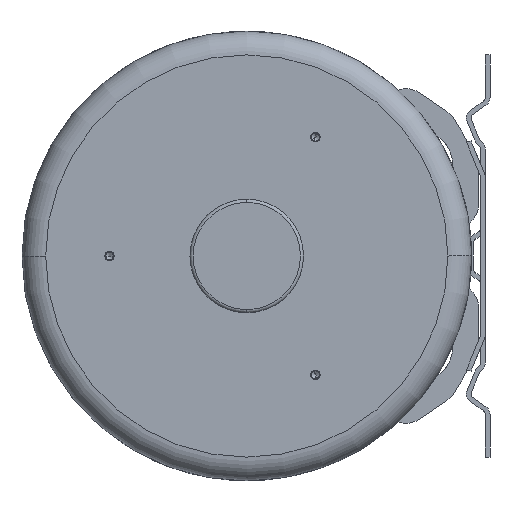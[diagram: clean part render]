
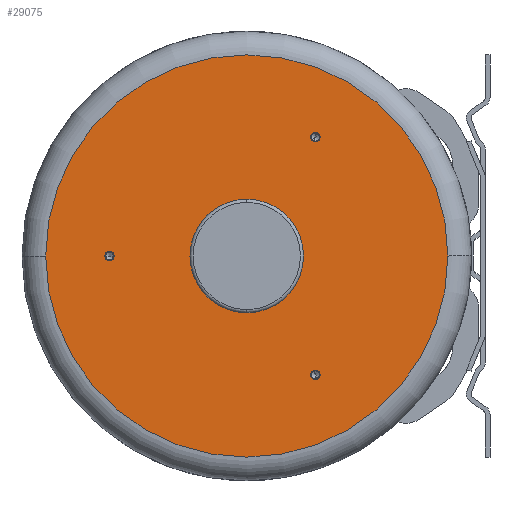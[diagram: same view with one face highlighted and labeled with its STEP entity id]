
A CAD part, left-side view. The second image highlights one B-rep face of the part: STEP entity #29075.
In plain terms, the highlighted planar face has unit normal (-1, 0, 0).
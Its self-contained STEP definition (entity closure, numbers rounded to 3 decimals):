
#11108=CARTESIAN_POINT('',(-73.5,0.,0.));
#11109=DIRECTION('',(-1.,0.,0.));
#11110=DIRECTION('',(0.,0.,1.));
#11111=AXIS2_PLACEMENT_3D('',#11108,#11109,#11110);
#11113=CARTESIAN_POINT('',(-73.5,0.,0.));
#11114=DIRECTION('',(-1.,0.,0.));
#11115=DIRECTION('',(0.,0.,-1.));
#11116=AXIS2_PLACEMENT_3D('',#11113,#11114,#11115);
#11118=CARTESIAN_POINT('',(-73.5,87.,0.));
#11119=DIRECTION('',(-1.,0.,0.));
#11120=DIRECTION('',(0.,1.,0.));
#11121=AXIS2_PLACEMENT_3D('',#11118,#11119,#11120);
#11123=CARTESIAN_POINT('',(-73.5,87.,0.));
#11124=DIRECTION('',(-1.,0.,0.));
#11125=DIRECTION('',(0.,-1.,0.));
#11126=AXIS2_PLACEMENT_3D('',#11123,#11124,#11125);
#11128=CARTESIAN_POINT('',(-73.5,-43.5,75.344));
#11129=DIRECTION('',(-1.,0.,0.));
#11130=DIRECTION('',(0.,-0.5,0.866));
#11131=AXIS2_PLACEMENT_3D('',#11128,#11129,#11130);
#11133=CARTESIAN_POINT('',(-73.5,-43.5,75.344));
#11134=DIRECTION('',(-1.,0.,0.));
#11135=DIRECTION('',(0.,0.5,-0.866));
#11136=AXIS2_PLACEMENT_3D('',#11133,#11134,#11135);
#11138=CARTESIAN_POINT('',(-73.5,-43.5,-75.344));
#11139=DIRECTION('',(-1.,0.,0.));
#11140=DIRECTION('',(0.,-0.5,-0.866));
#11141=AXIS2_PLACEMENT_3D('',#11138,#11139,#11140);
#11143=CARTESIAN_POINT('',(-73.5,-43.5,-75.344));
#11144=DIRECTION('',(-1.,0.,0.));
#11145=DIRECTION('',(0.,0.5,0.866));
#11146=AXIS2_PLACEMENT_3D('',#11143,#11144,#11145);
#11148=CARTESIAN_POINT('',(-73.5,0.,0.));
#11149=DIRECTION('',(-1.,0.,0.));
#11150=DIRECTION('',(0.,1.,0.));
#11151=AXIS2_PLACEMENT_3D('',#11148,#11149,#11150);
#11153=CARTESIAN_POINT('',(-73.5,0.,0.));
#11154=DIRECTION('',(-1.,0.,0.));
#11155=DIRECTION('',(0.,-1.,0.));
#11156=AXIS2_PLACEMENT_3D('',#11153,#11154,#11155);
#13040=CARTESIAN_POINT('',(-73.5,89.5,0.));
#13041=CARTESIAN_POINT('',(-73.5,84.5,0.));
#13042=VERTEX_POINT('',#13040);
#13043=VERTEX_POINT('',#13041);
#13050=CARTESIAN_POINT('',(-73.5,-44.75,77.509));
#13051=CARTESIAN_POINT('',(-73.5,-42.25,73.179));
#13052=VERTEX_POINT('',#13050);
#13053=VERTEX_POINT('',#13051);
#13060=CARTESIAN_POINT('',(-73.5,-44.75,-77.509));
#13061=CARTESIAN_POINT('',(-73.5,-42.25,-73.179));
#13062=VERTEX_POINT('',#13060);
#13063=VERTEX_POINT('',#13061);
#13084=CARTESIAN_POINT('',(-73.5,0.,36.));
#13085=CARTESIAN_POINT('',(-73.5,0.,-36.));
#13086=VERTEX_POINT('',#13084);
#13087=VERTEX_POINT('',#13085);
#15810=CARTESIAN_POINT('',(-73.5,127.5,0.));
#15811=CARTESIAN_POINT('',(-73.5,-127.5,0.));
#15812=VERTEX_POINT('',#15810);
#15813=VERTEX_POINT('',#15811);
#29041=CARTESIAN_POINT('',(-73.5,0.,0.));
#29042=DIRECTION('',(1.,0.,0.));
#29043=DIRECTION('',(0.,-1.,0.));
#29044=AXIS2_PLACEMENT_3D('',#29041,#29042,#29043);
#29045=PLANE('',#29044);
#29047=ORIENTED_EDGE('',*,*,#29046,.F.);
#29048=ORIENTED_EDGE('',*,*,#29031,.F.);
#29049=EDGE_LOOP('',(#29047,#29048));
#29050=FACE_OUTER_BOUND('',#29049,.F.);
#29052=ORIENTED_EDGE('',*,*,#29051,.T.);
#29054=ORIENTED_EDGE('',*,*,#29053,.T.);
#29055=EDGE_LOOP('',(#29052,#29054));
#29056=FACE_BOUND('',#29055,.F.);
#29058=ORIENTED_EDGE('',*,*,#29057,.T.);
#29060=ORIENTED_EDGE('',*,*,#29059,.T.);
#29061=EDGE_LOOP('',(#29058,#29060));
#29062=FACE_BOUND('',#29061,.F.);
#29064=ORIENTED_EDGE('',*,*,#29063,.T.);
#29066=ORIENTED_EDGE('',*,*,#29065,.T.);
#29067=EDGE_LOOP('',(#29064,#29066));
#29068=FACE_BOUND('',#29067,.F.);
#29070=ORIENTED_EDGE('',*,*,#29069,.T.);
#29072=ORIENTED_EDGE('',*,*,#29071,.T.);
#29073=EDGE_LOOP('',(#29070,#29072));
#29074=FACE_BOUND('',#29073,.F.);
#29075=ADVANCED_FACE('',(#29050,#29056,#29062,#29068,#29074),#29045,.F.);
#11112=CIRCLE('',#11111,36.);
#11117=CIRCLE('',#11116,36.);
#11122=CIRCLE('',#11121,2.5);
#11127=CIRCLE('',#11126,2.5);
#11132=CIRCLE('',#11131,2.5);
#11137=CIRCLE('',#11136,2.5);
#11142=CIRCLE('',#11141,2.5);
#11147=CIRCLE('',#11146,2.5);
#11152=CIRCLE('',#11151,127.5);
#11157=CIRCLE('',#11156,127.5);
#29031=EDGE_CURVE('',#15813,#15812,#11157,.T.);
#29046=EDGE_CURVE('',#15812,#15813,#11152,.T.);
#29051=EDGE_CURVE('',#13086,#13087,#11112,.T.);
#29053=EDGE_CURVE('',#13087,#13086,#11117,.T.);
#29057=EDGE_CURVE('',#13042,#13043,#11122,.T.);
#29059=EDGE_CURVE('',#13043,#13042,#11127,.T.);
#29063=EDGE_CURVE('',#13052,#13053,#11132,.T.);
#29065=EDGE_CURVE('',#13053,#13052,#11137,.T.);
#29069=EDGE_CURVE('',#13062,#13063,#11142,.T.);
#29071=EDGE_CURVE('',#13063,#13062,#11147,.T.);
